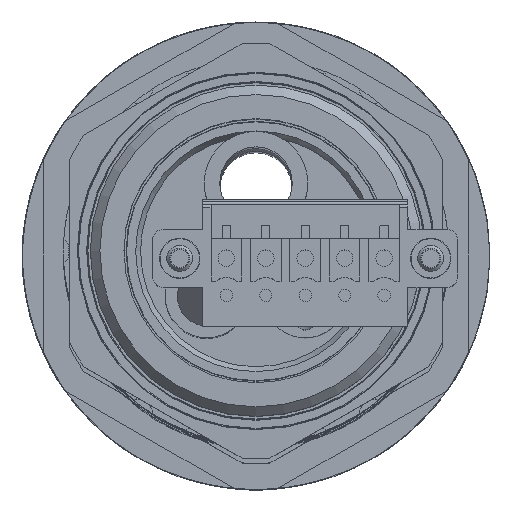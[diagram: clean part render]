
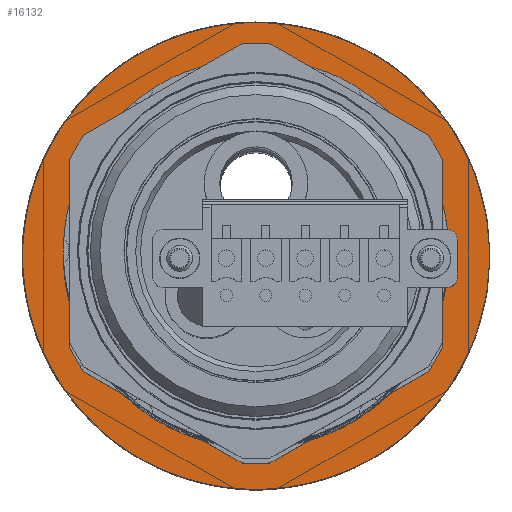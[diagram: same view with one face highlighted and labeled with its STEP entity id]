
A CAD part, top view. The second image highlights one B-rep face of the part: STEP entity #16132.
In plain terms, the highlighted face is planar.
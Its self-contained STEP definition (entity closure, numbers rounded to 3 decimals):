
#797=PLANE('',#19637);
#6604=ORIENTED_EDGE('',*,*,#8647,.T.);
#6605=ORIENTED_EDGE('',*,*,#8628,.F.);
#8628=EDGE_CURVE('',#10166,#10166,#11262,.T.);
#8647=EDGE_CURVE('',#10179,#10179,#11269,.T.);
#10166=VERTEX_POINT('',#29559);
#10179=VERTEX_POINT('',#29592);
#11262=CIRCLE('',#19630,22.6);
#11269=CIRCLE('',#19638,16.);
#12952=EDGE_LOOP('',(#6604));
#12953=EDGE_LOOP('',(#6605));
#14652=FACE_BOUND('',#12952,.T.);
#14653=FACE_BOUND('',#12953,.T.);
#16132=ADVANCED_FACE('',(#14652,#14653),#797,.T.);
#19630=AXIS2_PLACEMENT_3D('',#29558,#24902,#24903);
#19637=AXIS2_PLACEMENT_3D('',#29590,#24928,#24929);
#19638=AXIS2_PLACEMENT_3D('',#29591,#24930,#24931);
#24902=DIRECTION('',(1.,0.,0.));
#24903=DIRECTION('',(0.,0.,-1.));
#24928=DIRECTION('',(-1.,0.,0.));
#24929=DIRECTION('',(0.,0.,1.));
#24930=DIRECTION('',(1.,0.,0.));
#24931=DIRECTION('',(0.,0.,-1.));
#29558=CARTESIAN_POINT('',(-7.,0.,0.));
#29559=CARTESIAN_POINT('',(-7.,0.,-22.6));
#29590=CARTESIAN_POINT('',(-7.,22.6,0.));
#29591=CARTESIAN_POINT('',(-7.,0.,0.));
#29592=CARTESIAN_POINT('',(-7.,0.,-16.));
